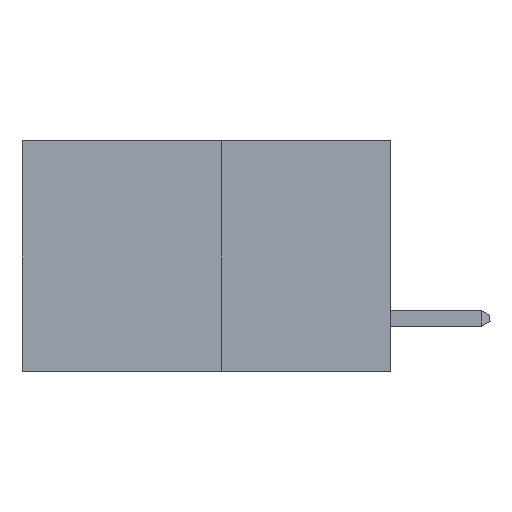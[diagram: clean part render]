
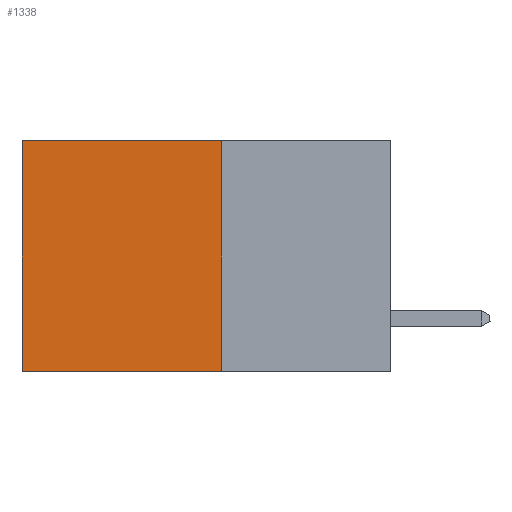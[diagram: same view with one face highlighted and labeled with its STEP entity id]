
A CAD part, left-side view. The second image highlights one B-rep face of the part: STEP entity #1338.
In plain terms, the highlighted planar face has unit normal (-1, 0, 0).
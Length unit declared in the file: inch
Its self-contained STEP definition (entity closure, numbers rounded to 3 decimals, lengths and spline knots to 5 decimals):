
#151 = CARTESIAN_POINT ( 'NONE',  ( 0.277, 0.59, 0. ) ) ;
#1046 = EDGE_CURVE ( 'NONE', #5211, #4424, #7051, .T. ) ;
#1300 = CARTESIAN_POINT ( 'NONE',  ( 0.277, 0.27, 0. ) ) ;
#1306 = VECTOR ( 'NONE', #14064, 39.37008 ) ;
#1338 = ADVANCED_FACE ( 'NONE', ( #9396 ), #10945, .F. ) ;
#2465 = CARTESIAN_POINT ( 'NONE',  ( 0.277, 0.27, -0.37 ) ) ;
#3576 = VECTOR ( 'NONE', #12772, 39.37008 ) ;
#4086 = ORIENTED_EDGE ( 'NONE', *, *, #1046, .F. ) ;
#4321 = CARTESIAN_POINT ( 'NONE',  ( 0.277, 0.59, -0.37 ) ) ;
#4351 = AXIS2_PLACEMENT_3D ( 'NONE', #10500, #13104, #12923 ) ;
#4395 = VERTEX_POINT ( 'NONE', #1300 ) ;
#4424 = VERTEX_POINT ( 'NONE', #12639 ) ;
#4509 = EDGE_CURVE ( 'NONE', #4395, #6864, #10207, .T. ) ;
#4549 = LINE ( 'NONE', #7108, #1306 ) ;
#4677 = EDGE_LOOP ( 'NONE', ( #15151, #4086, #14412, #10060 ) ) ;
#5211 = VERTEX_POINT ( 'NONE', #5954 ) ;
#5954 = CARTESIAN_POINT ( 'NONE',  ( 0.277, 0.27, -0.37 ) ) ;
#6864 = VERTEX_POINT ( 'NONE', #151 ) ;
#7051 = LINE ( 'NONE', #2465, #13666 ) ;
#7108 = CARTESIAN_POINT ( 'NONE',  ( 0.277, 0.27, -0.37 ) ) ;
#7971 = EDGE_CURVE ( 'NONE', #4395, #5211, #4549, .T. ) ;
#9078 = LINE ( 'NONE', #4321, #3576 ) ;
#9396 = FACE_OUTER_BOUND ( 'NONE', #4677, .T. ) ;
#10060 = ORIENTED_EDGE ( 'NONE', *, *, #4509, .T. ) ;
#10207 = LINE ( 'NONE', #12068, #12852 ) ;
#10329 = EDGE_CURVE ( 'NONE', #6864, #4424, #9078, .T. ) ;
#10500 = CARTESIAN_POINT ( 'NONE',  ( 0.277, 0.27, -0.37 ) ) ;
#10945 = PLANE ( 'NONE',  #4351 ) ;
#11920 = DIRECTION ( 'NONE',  ( 0., 1., 0. ) ) ;
#12068 = CARTESIAN_POINT ( 'NONE',  ( 0.277, 0.27, 0. ) ) ;
#12639 = CARTESIAN_POINT ( 'NONE',  ( 0.277, 0.59, -0.37 ) ) ;
#12772 = DIRECTION ( 'NONE',  ( 0., 0., -1. ) ) ;
#12852 = VECTOR ( 'NONE', #11920, 39.37008 ) ;
#12923 = DIRECTION ( 'NONE',  ( 0., 0., -1. ) ) ;
#13104 = DIRECTION ( 'NONE',  ( 1., 0., 0. ) ) ;
#13666 = VECTOR ( 'NONE', #13799, 39.37008 ) ;
#13799 = DIRECTION ( 'NONE',  ( 0., 1., 0. ) ) ;
#14064 = DIRECTION ( 'NONE',  ( 0., 0., -1. ) ) ;
#14412 = ORIENTED_EDGE ( 'NONE', *, *, #7971, .F. ) ;
#15151 = ORIENTED_EDGE ( 'NONE', *, *, #10329, .T. ) ;
